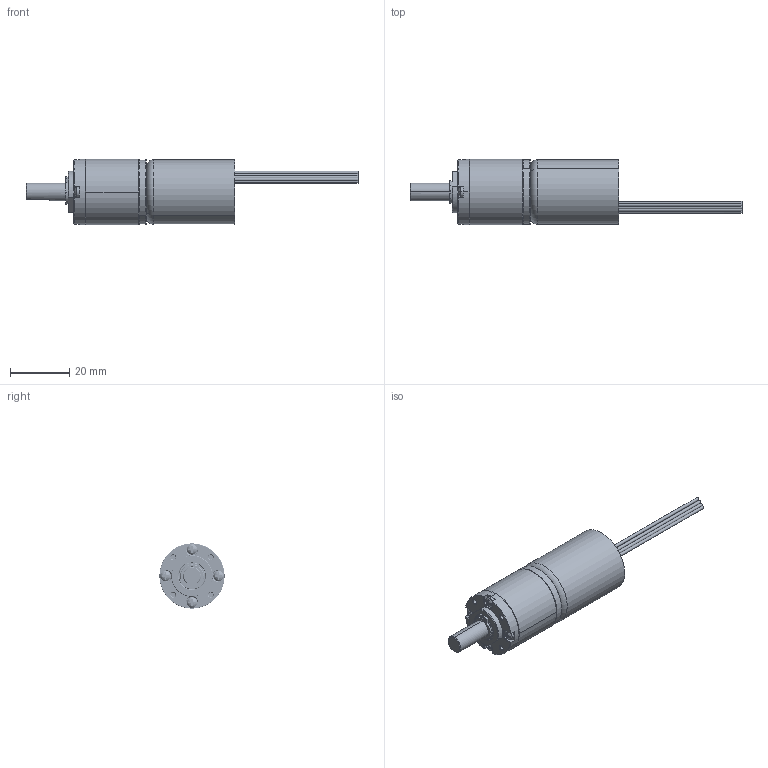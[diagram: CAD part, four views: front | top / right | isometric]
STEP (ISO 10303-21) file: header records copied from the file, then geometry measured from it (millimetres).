
FILE_DESCRIPTION((''),'2;1');
FILE_NAME('22RP-NEW-000-1_ASM','2024-07-13T',('86157'),(''),'PRO/ENGINEER BY PARAMETRIC TECHNOLOGY CORPORATION, 2010280','PRO/ENGINEER BY PARAMETRIC TECHNOLOGY CORPORATION, 2010280','');
FILE_SCHEMA(('CONFIG_CONTROL_DESIGN'));
Length unit declared in the file: millimetre
Products named in the file (18): DM022P410003-NEW; DM022P510002; ZHOU-001; Z45; DM022P350003; DM024P530001; DM022P430001-NEW; 2230____; 30____-24669; 30____-22713; PCB; 693ZZ; MR52ZZ_5-2-2_5_; 30__; 30____-25837; MOTOR-BL2230_ASM; 22RP-NEW-000-2_ASM; 22RP-NEW-000-1_ASM
Assembly tree (20 placements, depth 4):
  22RP-NEW-000-1_ASM
    DM022P410003-NEW
    DM022P510002
    ZHOU-001
    Z45
    DM022P350003  x4
    DM024P530001
    22RP-NEW-000-2_ASM
      DM022P430001-NEW
      MOTOR-BL2230_ASM
        2230____
        30____-24669
        30____-22713
        PCB
        693ZZ
        MR52ZZ_5-2-2_5_
        30__
        30____-25837
Bounding box: 112.2 x 22 x 22 mm (x, y, z)
Volume: 15292.3 mm3; surface area: 19128.4 mm2
Topology: 18 solids, 26 shells, 1467 faces, 3642 edges, 2248 vertices
Faces by surface type: cylinder 589, plane 309, torus 258, cone 149, extrusion 90, bspline 48, sphere 24
Entity records: 56766 total; most frequent: CARTESIAN_POINT 22739, DIRECTION 7369, ORIENTED_EDGE 6908, EDGE_CURVE 3470, AXIS2_PLACEMENT_3D 3000, VERTEX_POINT 2146, CIRCLE 1682, EDGE_LOOP 1540
